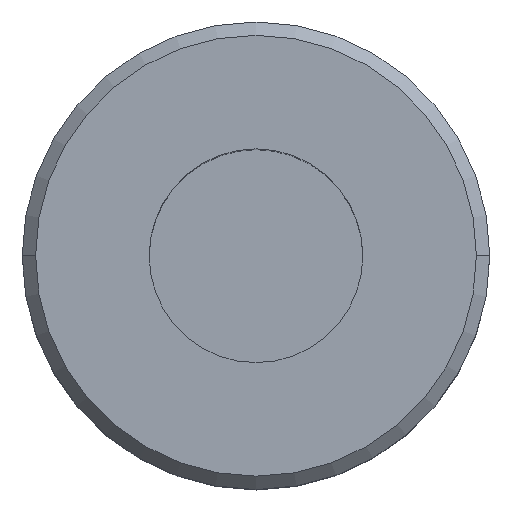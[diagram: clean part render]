
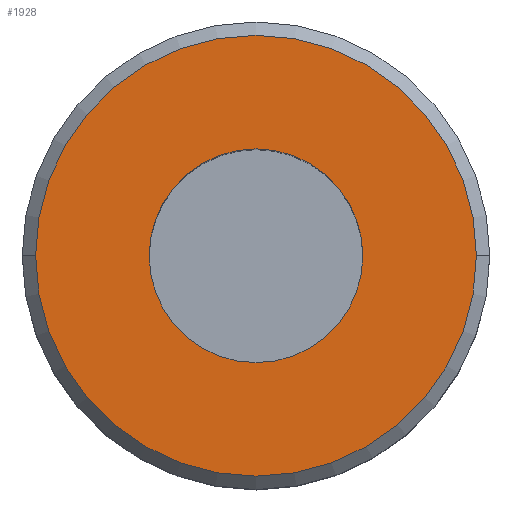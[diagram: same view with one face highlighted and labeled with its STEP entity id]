
A CAD part, top view. The second image highlights one B-rep face of the part: STEP entity #1928.
In plain terms, the highlighted planar face has unit normal (0, 0, 1).
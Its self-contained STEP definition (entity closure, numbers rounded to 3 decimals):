
#133 = AXIS2_PLACEMENT_3D ( 'NONE', #1905, #197, #2184 ) ;
#197 = DIRECTION ( 'NONE',  ( 0., 0., -1. ) ) ;
#279 = AXIS2_PLACEMENT_3D ( 'NONE', #522, #2504, #799 ) ;
#283 = CARTESIAN_POINT ( 'NONE',  ( 8., 0., 80. ) ) ;
#330 = EDGE_CURVE ( 'NONE', #2023, #1189, #3141, .T. ) ;
#332 = FACE_BOUND ( 'NONE', #2089, .T. ) ;
#335 = AXIS2_PLACEMENT_3D ( 'NONE', #575, #2570, #851 ) ;
#360 = VERTEX_POINT ( 'NONE', #591 ) ;
#408 = CARTESIAN_POINT ( 'NONE',  ( 16.5, 0., 80. ) ) ;
#522 = CARTESIAN_POINT ( 'NONE',  ( 0., 0., 80. ) ) ;
#553 = ORIENTED_EDGE ( 'NONE', *, *, #2227, .F. ) ;
#575 = CARTESIAN_POINT ( 'NONE',  ( 0., 0., 80. ) ) ;
#591 = CARTESIAN_POINT ( 'NONE',  ( -16.5, 0., 80. ) ) ;
#799 = DIRECTION ( 'NONE',  ( -1., 0., 0. ) ) ;
#851 = DIRECTION ( 'NONE',  ( -1., 0., 0. ) ) ;
#913 = ORIENTED_EDGE ( 'NONE', *, *, #2835, .F. ) ;
#1046 = ORIENTED_EDGE ( 'NONE', *, *, #3399, .T. ) ;
#1134 = DIRECTION ( 'NONE',  ( 0., 0., -1. ) ) ;
#1179 = FACE_OUTER_BOUND ( 'NONE', #3347, .T. ) ;
#1189 = VERTEX_POINT ( 'NONE', #283 ) ;
#1487 = CARTESIAN_POINT ( 'NONE',  ( -8., 0., 80. ) ) ;
#1616 = CIRCLE ( 'NONE', #133, 16.5 ) ;
#1637 = CIRCLE ( 'NONE', #279, 16.5 ) ;
#1728 = DIRECTION ( 'NONE',  ( 1., 0., 0. ) ) ;
#1905 = CARTESIAN_POINT ( 'NONE',  ( 0., 0., 80. ) ) ;
#1928 = ADVANCED_FACE ( 'NONE', ( #332, #1179 ), #2264, .T. ) ;
#2023 = VERTEX_POINT ( 'NONE', #1487 ) ;
#2089 = EDGE_LOOP ( 'NONE', ( #2220, #1046 ) ) ;
#2184 = DIRECTION ( 'NONE',  ( -1., 0., 0. ) ) ;
#2220 = ORIENTED_EDGE ( 'NONE', *, *, #330, .T. ) ;
#2227 = EDGE_CURVE ( 'NONE', #3471, #360, #1616, .T. ) ;
#2264 = PLANE ( 'NONE',  #3294 ) ;
#2504 = DIRECTION ( 'NONE',  ( 0., 0., -1. ) ) ;
#2570 = DIRECTION ( 'NONE',  ( 0., 0., -1. ) ) ;
#2587 = CARTESIAN_POINT ( 'NONE',  ( 0., 0., 80. ) ) ;
#2653 = CIRCLE ( 'NONE', #335, 8. ) ;
#2835 = EDGE_CURVE ( 'NONE', #360, #3471, #1637, .T. ) ;
#3105 = DIRECTION ( 'NONE',  ( -1., 0., 0. ) ) ;
#3134 = CARTESIAN_POINT ( 'NONE',  ( 0., 16.5, 80. ) ) ;
#3141 = CIRCLE ( 'NONE', #3453, 8. ) ;
#3294 = AXIS2_PLACEMENT_3D ( 'NONE', #3134, #3412, #1728 ) ;
#3347 = EDGE_LOOP ( 'NONE', ( #913, #553 ) ) ;
#3399 = EDGE_CURVE ( 'NONE', #1189, #2023, #2653, .T. ) ;
#3412 = DIRECTION ( 'NONE',  ( 0., 0., 1. ) ) ;
#3453 = AXIS2_PLACEMENT_3D ( 'NONE', #2587, #1134, #3105 ) ;
#3471 = VERTEX_POINT ( 'NONE', #408 ) ;
